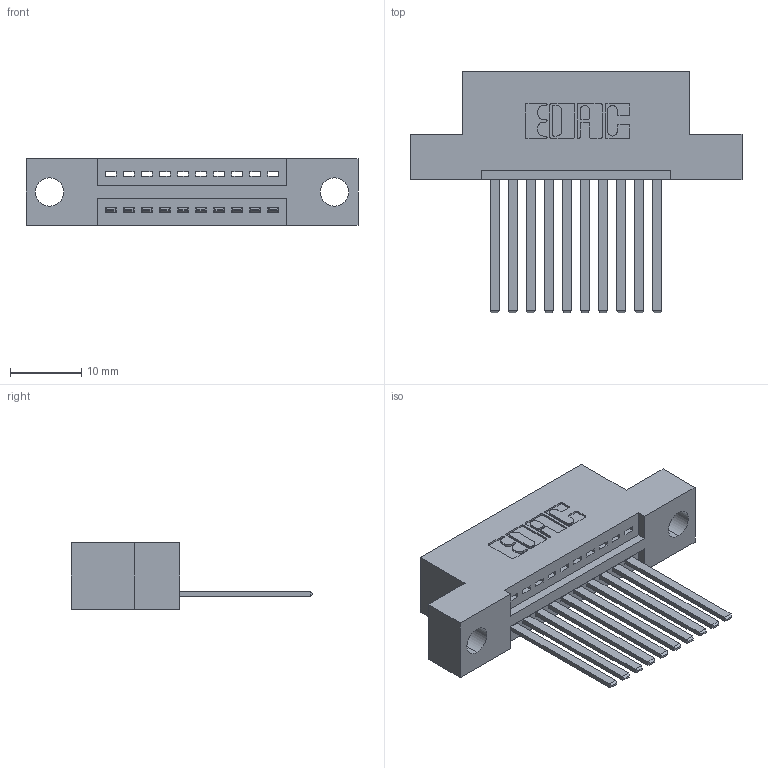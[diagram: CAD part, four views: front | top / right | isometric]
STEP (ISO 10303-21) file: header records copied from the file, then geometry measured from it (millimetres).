
FILE_DESCRIPTION (( 'STEP AP203' ), '1' );
FILE_NAME ('345-010-544-104.STEP', '2018-08-17T11:01:49', ( '' ), ( '' ), 'SwSTEP 2.0', 'SolidWorks 2016', '' );
FILE_SCHEMA (( 'CONFIG_CONTROL_DESIGN' ));
Length unit declared in the file: inch
Products named in the file (3): 345-010-544-104; 345 Part_Flush Mounting Lugs - 0.156 Dia-TH; 345-292-001_345-293-144
Assembly tree (11 placements, depth 2):
  345-010-544-104
    345 Part_Flush Mounting Lugs - 0.156 Dia-TH
    345-292-001_345-293-144  x10
Bounding box: 46.61 x 33.96 x 9.4 mm (x, y, z)
Volume: 4192.8 mm3; surface area: 5293.4 mm2
Topology: 11 solids, 11 shells, 646 faces, 1921 edges, 1266 vertices
Faces by surface type: plane 440, cylinder 206
Entity records: 11653 total; most frequent: CARTESIAN_POINT 2026, ORIENTED_EDGE 1970, DIRECTION 1813, EDGE_CURVE 985, VECTOR 817, LINE 817, VERTEX_POINT 654, AXIS2_PLACEMENT_3D 498
